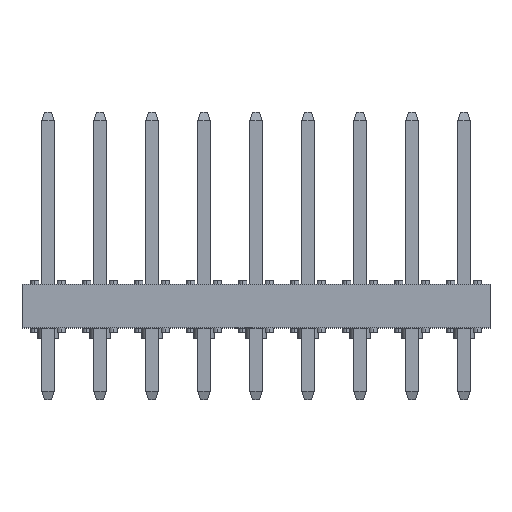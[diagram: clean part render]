
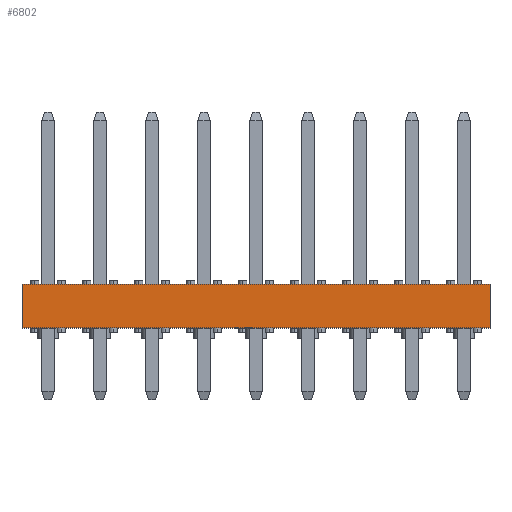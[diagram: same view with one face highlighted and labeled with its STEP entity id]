
A CAD part, top view. The second image highlights one B-rep face of the part: STEP entity #6802.
In plain terms, the highlighted planar face has unit normal (0, 0, 1).
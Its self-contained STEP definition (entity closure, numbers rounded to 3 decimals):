
#152 = CARTESIAN_POINT ( 'NONE',  ( 11.43, 2.64, 2.415 ) ) ;
#325 = LINE ( 'NONE', #152, #4748 ) ;
#1257 = EDGE_CURVE ( 'NONE', #5621, #5924, #6582, .T. ) ;
#1301 = DIRECTION ( 'NONE',  ( 0., -1., 0. ) ) ;
#1302 = ORIENTED_EDGE ( 'NONE', *, *, #5146, .F. ) ;
#1348 = PLANE ( 'NONE',  #4821 ) ;
#1555 = CARTESIAN_POINT ( 'NONE',  ( 11.43, 0.5, 2.415 ) ) ;
#1560 = LINE ( 'NONE', #6708, #2295 ) ;
#1734 = EDGE_CURVE ( 'NONE', #2032, #5621, #1560, .T. ) ;
#1829 = ORIENTED_EDGE ( 'NONE', *, *, #4771, .F. ) ;
#1849 = DIRECTION ( 'NONE',  ( -1., 0., 0. ) ) ;
#2032 = VERTEX_POINT ( 'NONE', #6306 ) ;
#2063 = FACE_OUTER_BOUND ( 'NONE', #2162, .T. ) ;
#2162 = EDGE_LOOP ( 'NONE', ( #5352, #1829, #1302, #4237 ) ) ;
#2295 = VECTOR ( 'NONE', #3513, 1000. ) ;
#2383 = CARTESIAN_POINT ( 'NONE',  ( 11.43, 0.5, 2.415 ) ) ;
#2842 = CARTESIAN_POINT ( 'NONE',  ( 11.43, 2.64, 2.415 ) ) ;
#3061 = LINE ( 'NONE', #2842, #6263 ) ;
#3399 = VERTEX_POINT ( 'NONE', #6029 ) ;
#3415 = CARTESIAN_POINT ( 'NONE',  ( 11.43, 2.64, 2.415 ) ) ;
#3513 = DIRECTION ( 'NONE',  ( 0., -1., 0. ) ) ;
#4237 = ORIENTED_EDGE ( 'NONE', *, *, #1734, .T. ) ;
#4343 = CARTESIAN_POINT ( 'NONE',  ( -11.43, 0.5, 2.415 ) ) ;
#4748 = VECTOR ( 'NONE', #4905, 1000. ) ;
#4771 = EDGE_CURVE ( 'NONE', #3399, #5924, #3061, .T. ) ;
#4821 = AXIS2_PLACEMENT_3D ( 'NONE', #3415, #4984, #1849 ) ;
#4905 = DIRECTION ( 'NONE',  ( 1., 0., 0. ) ) ;
#4984 = DIRECTION ( 'NONE',  ( 0., 0., -1. ) ) ;
#5146 = EDGE_CURVE ( 'NONE', #2032, #3399, #325, .T. ) ;
#5231 = DIRECTION ( 'NONE',  ( 1., 0., 0. ) ) ;
#5352 = ORIENTED_EDGE ( 'NONE', *, *, #1257, .T. ) ;
#5415 = VECTOR ( 'NONE', #5231, 1000. ) ;
#5621 = VERTEX_POINT ( 'NONE', #4343 ) ;
#5924 = VERTEX_POINT ( 'NONE', #2383 ) ;
#6029 = CARTESIAN_POINT ( 'NONE',  ( 11.43, 2.64, 2.415 ) ) ;
#6263 = VECTOR ( 'NONE', #1301, 1000. ) ;
#6306 = CARTESIAN_POINT ( 'NONE',  ( -11.43, 2.64, 2.415 ) ) ;
#6582 = LINE ( 'NONE', #1555, #5415 ) ;
#6708 = CARTESIAN_POINT ( 'NONE',  ( -11.43, 2.64, 2.415 ) ) ;
#6802 = ADVANCED_FACE ( 'NONE', ( #2063 ), #1348, .F. ) ;
